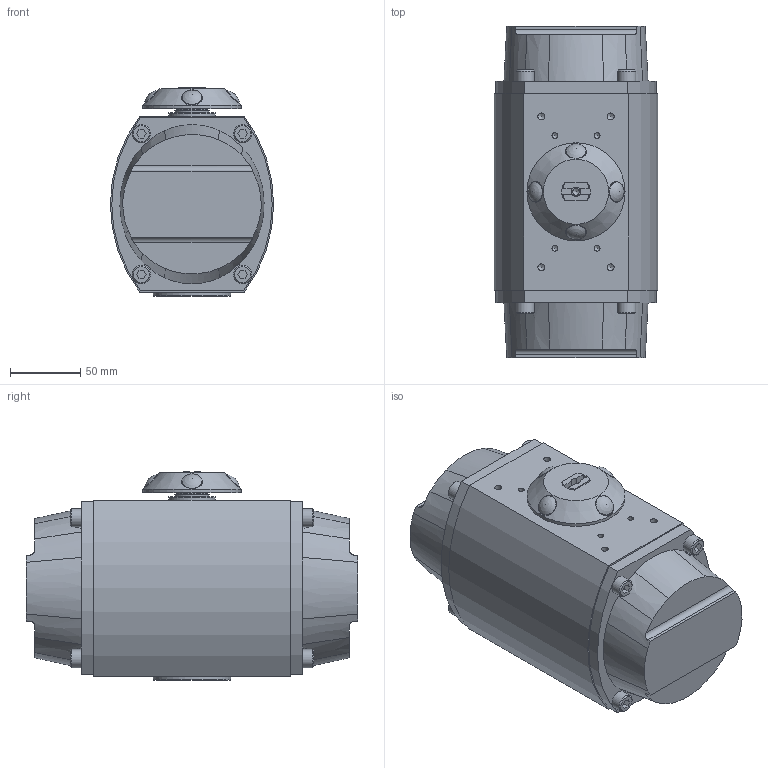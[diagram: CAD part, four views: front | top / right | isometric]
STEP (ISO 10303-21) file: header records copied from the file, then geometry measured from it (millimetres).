
FILE_DESCRIPTION((''),'2;1');
FILE_NAME('GA-20-40R-EU-A-1.stp','2011-05-16T13:05:17',('jaday'),(''),'Autodesk Inventor 2009','Autodesk Inventor 2009','');
FILE_SCHEMA(('AUTOMOTIVE_DESIGN { 1 0 10303 214 1 1 1 1 }'));
Length unit declared in the file: millimetre
Products named in the file (13): GA-20-40R-EU-A-1; GA-BR8420-10480-A-1; GA-B08420-12250-A-1; GA-B08420-12150-A-1; GA-BR8420-18480-A-1; GA-B08420-34050-A-1; GA-M22-0-000-A0A-A-1; GA-B08420-52100-A-1; GA-B08420-28300-A-1; GA-B08420-22100-A-1; GA-B08400-34051-R-A-1; GA-B08400-34051-W-A-1; B08425-31100-A-1
Assembly tree (21 placements, depth 2):
  GA-20-40R-EU-A-1
    GA-BR8420-10480-A-1
    GA-B08420-12250-A-1
    GA-B08420-12150-A-1
    GA-BR8420-18480-A-1
    GA-B08420-34050-A-1
    GA-M22-0-000-A0A-A-1
    GA-B08420-52100-A-1
    GA-B08420-28300-A-1
    GA-B08420-22100-A-1
    GA-B08400-34051-R-A-1  x2
    GA-B08400-34051-W-A-1  x2
    B08425-31100-A-1  x8
Bounding box: 116 x 235.43 x 148.13 mm (x, y, z)
Volume: 1587742.3 mm3; surface area: 260634.1 mm2
Topology: 21 solids, 21 shells, 391 faces, 922 edges, 603 vertices
Faces by surface type: plane 168, cylinder 104, bspline 64, cone 49, sphere 4, torus 2
Full cylindrical faces by diameter (mm): 4.917 x4, 6.5 x1, 6.647 x8, 8 x8, 8.85 x8, 10.7 x4, 13 x8, 14.15 x4, 17.9 x1, 20.935 x1, 21 x1, 22.175 x2, 22.295 x1, 22.35 x1, 22.375 x1, 24.82 x1, 32.432 x1, 33.2 x2, 34.875 x1, 35.025 x1, 45.75 x1, 47.88 x1, 48.85 x1, 54.945 x1, 55.08 x1, 69.75 x1, 101.56 x1
Entity records: 10495 total; most frequent: CARTESIAN_POINT 4427, DIRECTION 1120, ORIENTED_EDGE 1038, EDGE_CURVE 519, AXIS2_PLACEMENT_3D 476, EDGE_LOOP 456, VERTEX_POINT 397, FACE_OUTER_BOUND 281
